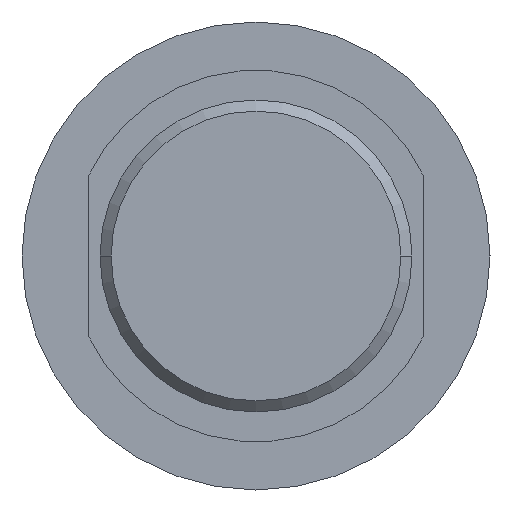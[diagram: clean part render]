
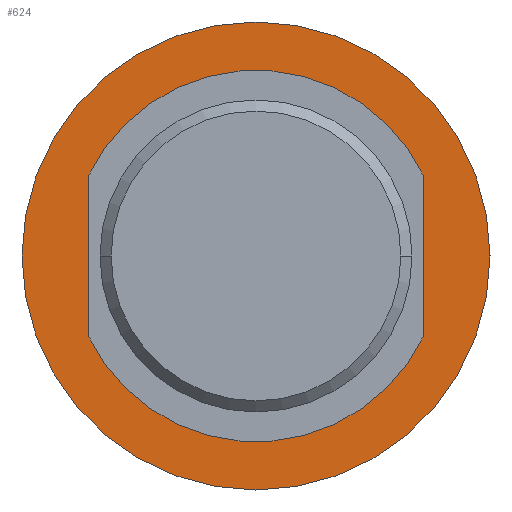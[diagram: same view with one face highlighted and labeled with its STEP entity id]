
A CAD part, left-side view. The second image highlights one B-rep face of the part: STEP entity #624.
In plain terms, the highlighted planar face has unit normal (-1, 0, 0).
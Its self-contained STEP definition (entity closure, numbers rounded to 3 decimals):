
#134=CARTESIAN_POINT('',(115.0,31.5,0.0));
#135=VERTEX_POINT('',#134);
#160=CARTESIAN_POINT('',(115.,-31.5,0.));
#161=VERTEX_POINT('',#160);
#168=CARTESIAN_POINT('',(115.0,0.,0.0));
#169=DIRECTION('',(-1.0,0.0,0.0));
#170=DIRECTION('',(0.0,1.0,0.0));
#171=AXIS2_PLACEMENT_3D('',#168,#169,#170);
#172=CIRCLE('',#171,31.5);
#173=EDGE_CURVE('',#135,#161,#172,.T.);
#210=CARTESIAN_POINT('',(115.0,22.5,0.0));
#211=VERTEX_POINT('',#210);
#227=CARTESIAN_POINT('',(115.0,-22.5,0.));
#228=VERTEX_POINT('',#227);
#235=CARTESIAN_POINT('',(115.0,0.,0.0));
#236=DIRECTION('',(1.0,0.0,0.0));
#237=DIRECTION('',(0.0,1.0,0.0));
#238=AXIS2_PLACEMENT_3D('',#235,#236,#237);
#239=CIRCLE('',#238,22.5);
#240=EDGE_CURVE('',#211,#228,#239,.T.);
#563=CARTESIAN_POINT('',(115.0,0.,0.0));
#564=DIRECTION('',(1.0,0.0,0.0));
#565=DIRECTION('',(0.0,1.0,0.0));
#566=AXIS2_PLACEMENT_3D('',#563,#564,#565);
#567=CIRCLE('',#566,22.5);
#568=EDGE_CURVE('',#228,#211,#567,.T.);
#598=CARTESIAN_POINT('',(115.0,0.,0.0));
#599=DIRECTION('',(-1.0,0.0,0.0));
#600=DIRECTION('',(0.0,1.0,0.0));
#601=AXIS2_PLACEMENT_3D('',#598,#599,#600);
#602=CIRCLE('',#601,31.5);
#603=EDGE_CURVE('',#161,#135,#602,.T.);
#611=CARTESIAN_POINT('',(115.0,15.75,0.0));
#612=DIRECTION('',(-1.0,0.0,0.0));
#613=DIRECTION('',(0.0,0.0,1.0));
#614=AXIS2_PLACEMENT_3D('',#611,#612,#613);
#615=PLANE('',#614);
#616=ORIENTED_EDGE('',*,*,#173,.T.);
#617=ORIENTED_EDGE('',*,*,#603,.T.);
#618=EDGE_LOOP('',(#616,#617));
#619=FACE_OUTER_BOUND('',#618,.T.);
#620=ORIENTED_EDGE('',*,*,#240,.T.);
#621=ORIENTED_EDGE('',*,*,#568,.T.);
#622=EDGE_LOOP('',(#620,#621));
#623=FACE_BOUND('',#622,.T.);
#624=ADVANCED_FACE('',(#619,#623),#615,.T.);
